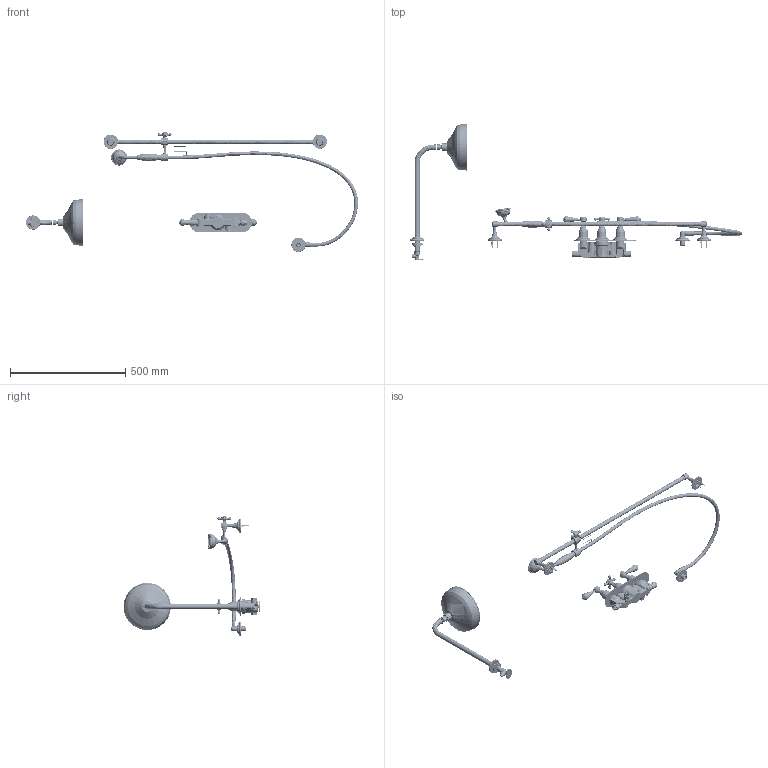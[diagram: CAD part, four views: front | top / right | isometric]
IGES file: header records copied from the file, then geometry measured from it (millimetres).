
Global section: file name: V2B1XSC    V2B1XSB; native system: Autodesk Inventor 2018; preprocessor: unknown; author: adaniels; date: 20171206.121252; units: millimetre
Bounding box: 1438.47 x 591.79 x 518.6 mm (x, y, z)
Volume: 2833264.5 mm3; surface area: 905219.2 mm2
Topology: 154 solids, 169 shells, 5945 faces, 15644 edges, 10476 vertices
Faces by surface type: bspline 5945
